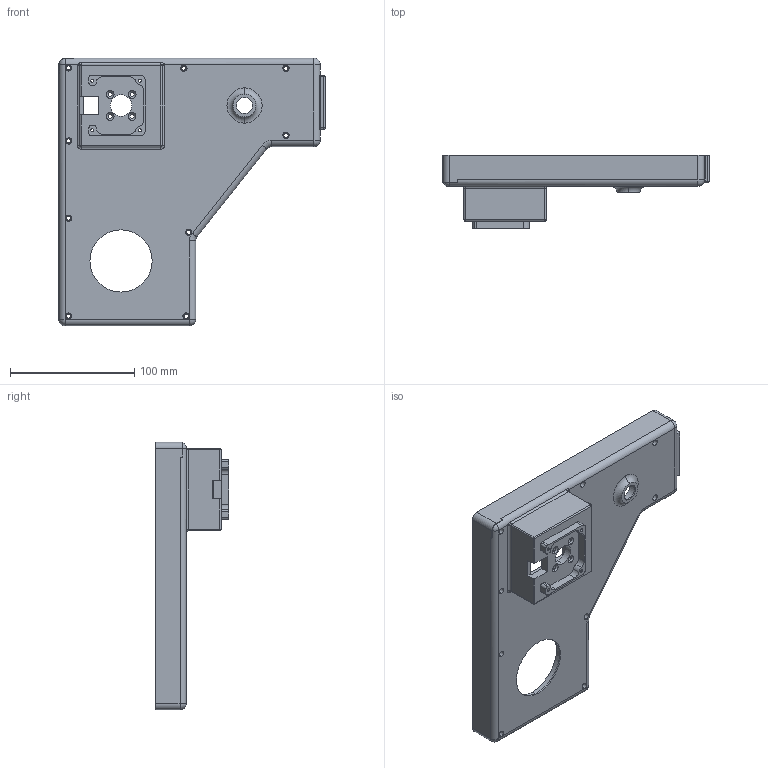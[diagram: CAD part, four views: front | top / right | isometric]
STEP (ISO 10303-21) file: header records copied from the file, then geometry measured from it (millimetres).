
FILE_DESCRIPTION (( 'STEP AP214' ), '1' );
FILE_NAME ('MirrorHip_base1.STEP', '2023-12-11T13:50:18', ( '' ), ( '' ), 'SwSTEP 2.0', 'SolidWorks 2023', '' );
FILE_SCHEMA (( 'AUTOMOTIVE_DESIGN' ));
Length unit declared in the file: millimetre
Products named in the file (1): MirrorHip_base1
Bounding box: 214 x 59.2 x 215 mm (x, y, z)
Volume: 201564 mm3; surface area: 120501.5 mm2
Topology: 2 solids, 2 shells, 308 faces, 808 edges, 509 vertices
Faces by surface type: cylinder 177, plane 94, torus 14, sphere 11, cone 8, bspline 4
Entity records: 9836 total; most frequent: CARTESIAN_POINT 1855, DIRECTION 1782, ORIENTED_EDGE 1594, EDGE_CURVE 797, AXIS2_PLACEMENT_3D 690, VERTEX_POINT 509, LINE 402, VECTOR 402
